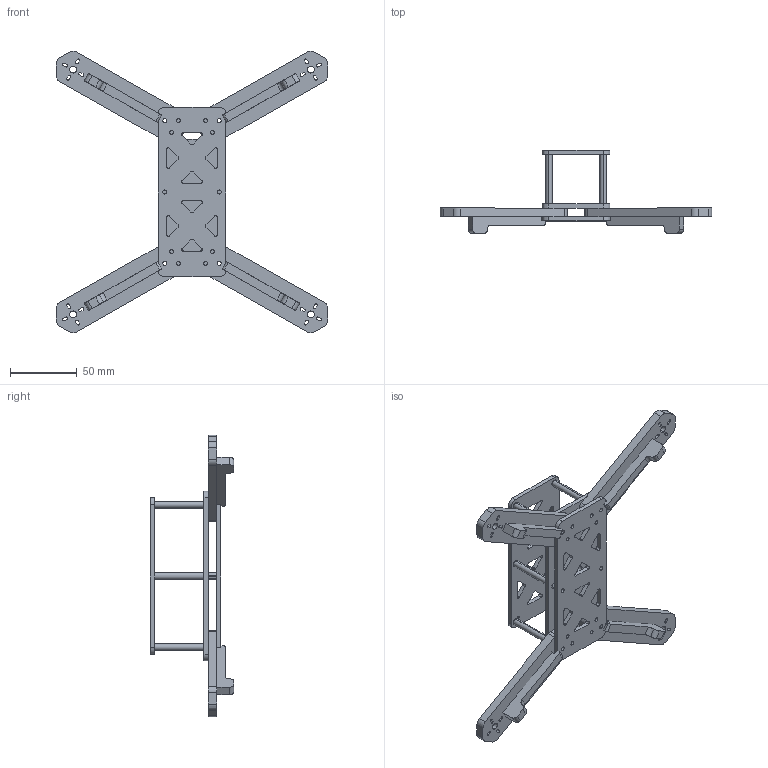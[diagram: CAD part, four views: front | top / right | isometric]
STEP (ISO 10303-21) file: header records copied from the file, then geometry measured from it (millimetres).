
FILE_DESCRIPTION (( 'STEP AP214' ), '1' );
FILE_NAME ('wq4.STEP', '2017-05-29T17:06:14', ( '' ), ( '' ), 'SwSTEP 2.0', 'SolidWorks 2016', '' );
FILE_SCHEMA (( 'AUTOMOTIVE_DESIGN' ));
Length unit declared in the file: inch
Products named in the file (8): Stand; Bottom; Arm; Standoff - .25in; wq4; Standoff - 37mm; Top; Middle
Assembly tree (19 placements, depth 2):
  wq4
    Bottom
    Middle
    Top
    Standoff - 37mm  x6
    Standoff - .25in  x2
    Arm  x4
    Stand  x4
Bounding box: 203.27 x 62.4 x 210.82 mm (x, y, z)
Volume: 131839.6 mm3; surface area: 85395.8 mm2
Topology: 19 solids, 19 shells, 570 faces, 1590 edges, 1060 vertices
Faces by surface type: cylinder 306, plane 264
Entity records: 15221 total; most frequent: DIRECTION 1967, CARTESIAN_POINT 1843, ORIENTED_EDGE 1806, EDGE_CURVE 903, AXIS2_PLACEMENT_3D 726, VERTEX_POINT 602, VECTOR 515, LINE 515
